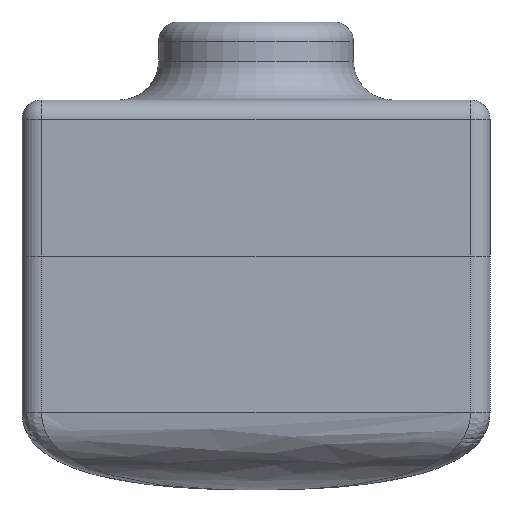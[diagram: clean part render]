
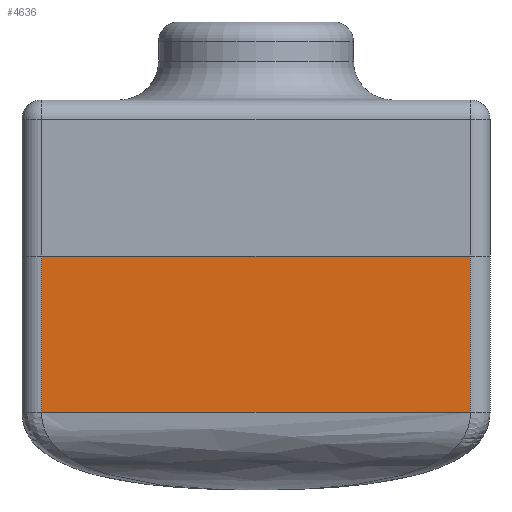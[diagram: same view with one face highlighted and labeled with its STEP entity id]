
A CAD part, front view. The second image highlights one B-rep face of the part: STEP entity #4636.
In plain terms, the highlighted planar face has unit normal (0, -1, 0).
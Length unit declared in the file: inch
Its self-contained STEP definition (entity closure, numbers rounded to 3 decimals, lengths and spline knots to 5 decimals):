
#44 = ORIENTED_EDGE ( 'NONE', *, *, #2485, .T. ) ;
#187 = LINE ( 'NONE', #2506, #4349 ) ;
#405 = DIRECTION ( 'NONE',  ( 0., -1., 0. ) ) ;
#428 = CARTESIAN_POINT ( 'NONE',  ( 1.375, -1., -1. ) ) ;
#454 = CARTESIAN_POINT ( 'NONE',  ( -1.375, -1., 0. ) ) ;
#481 = CARTESIAN_POINT ( 'NONE',  ( 1.375, -1., -1. ) ) ;
#519 = DIRECTION ( 'NONE',  ( 0., 0., 1. ) ) ;
#1042 = VERTEX_POINT ( 'NONE', #2331 ) ;
#1074 = ORIENTED_EDGE ( 'NONE', *, *, #1789, .F. ) ;
#1194 = FACE_OUTER_BOUND ( 'NONE', #4031, .T. ) ;
#1484 = ORIENTED_EDGE ( 'NONE', *, *, #4654, .T. ) ;
#1583 = CARTESIAN_POINT ( 'NONE',  ( -1.375, -1., -1. ) ) ;
#1789 = EDGE_CURVE ( 'NONE', #1042, #1884, #187, .T. ) ;
#1871 = VERTEX_POINT ( 'NONE', #481 ) ;
#1884 = VERTEX_POINT ( 'NONE', #454 ) ;
#2042 = CARTESIAN_POINT ( 'NONE',  ( -1.375, -1., 0. ) ) ;
#2052 = DIRECTION ( 'NONE',  ( 1., 0., 0. ) ) ;
#2159 = VECTOR ( 'NONE', #4900, 39.37008 ) ;
#2214 = AXIS2_PLACEMENT_3D ( 'NONE', #1583, #405, #2052 ) ;
#2331 = CARTESIAN_POINT ( 'NONE',  ( -1.375, -1., -1. ) ) ;
#2485 = EDGE_CURVE ( 'NONE', #1042, #1871, #3275, .T. ) ;
#2506 = CARTESIAN_POINT ( 'NONE',  ( -1.375, -1., -1. ) ) ;
#2771 = DIRECTION ( 'NONE',  ( 0., 0., 1. ) ) ;
#2822 = ORIENTED_EDGE ( 'NONE', *, *, #3058, .F. ) ;
#3058 = EDGE_CURVE ( 'NONE', #1884, #4193, #4470, .T. ) ;
#3074 = VECTOR ( 'NONE', #3162, 39.37008 ) ;
#3162 = DIRECTION ( 'NONE',  ( 1., 0., 0. ) ) ;
#3197 = LINE ( 'NONE', #428, #3468 ) ;
#3275 = LINE ( 'NONE', #4853, #2159 ) ;
#3468 = VECTOR ( 'NONE', #2771, 39.37008 ) ;
#3546 = CARTESIAN_POINT ( 'NONE',  ( 1.375, -1., 0. ) ) ;
#4031 = EDGE_LOOP ( 'NONE', ( #2822, #1074, #44, #1484 ) ) ;
#4193 = VERTEX_POINT ( 'NONE', #3546 ) ;
#4349 = VECTOR ( 'NONE', #519, 39.37008 ) ;
#4470 = LINE ( 'NONE', #2042, #3074 ) ;
#4636 = ADVANCED_FACE ( 'NONE', ( #1194 ), #4855, .T. ) ;
#4654 = EDGE_CURVE ( 'NONE', #1871, #4193, #3197, .T. ) ;
#4853 = CARTESIAN_POINT ( 'NONE',  ( -1.375, -1., -1. ) ) ;
#4855 = PLANE ( 'NONE',  #2214 ) ;
#4900 = DIRECTION ( 'NONE',  ( 1., 0., 0. ) ) ;
